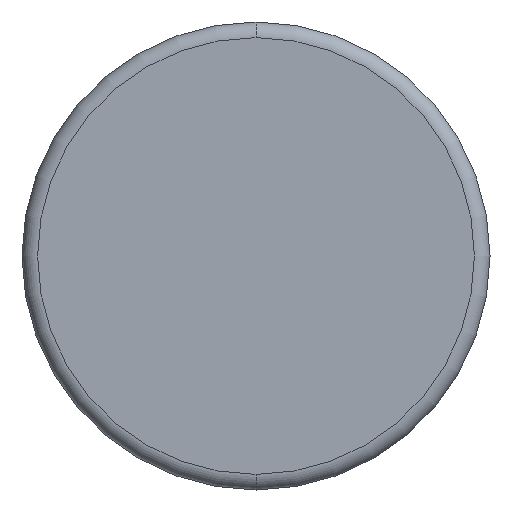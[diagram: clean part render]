
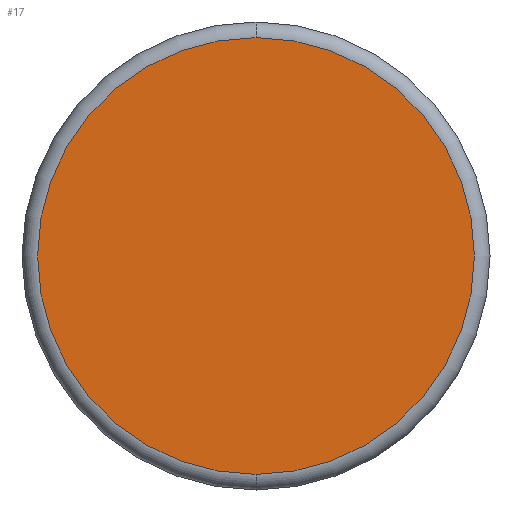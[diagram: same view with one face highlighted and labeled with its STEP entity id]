
A CAD part, front view. The second image highlights one B-rep face of the part: STEP entity #17.
In plain terms, the highlighted planar face has unit normal (0, -1, 0).
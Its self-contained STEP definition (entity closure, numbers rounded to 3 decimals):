
#10 = EDGE_LOOP ( 'NONE', ( #14, #21 ) ) ;
#14 = ORIENTED_EDGE ( 'NONE', *, *, #188, .T. ) ;
#17 = ADVANCED_FACE ( 'NONE', ( #273 ), #281, .T. ) ;
#21 = ORIENTED_EDGE ( 'NONE', *, *, #26, .T. ) ;
#26 = EDGE_CURVE ( 'NONE', #170, #176, #145, .T. ) ;
#144 = DIRECTION ( 'NONE',  ( 0., 0., -1. ) ) ;
#145 = CIRCLE ( 'NONE', #154, 2.8 ) ;
#151 = CARTESIAN_POINT ( 'NONE',  ( 0., 0., 0. ) ) ;
#154 = AXIS2_PLACEMENT_3D ( 'NONE', #151, #156, #144 ) ;
#156 = DIRECTION ( 'NONE',  ( 0., -1., 0. ) ) ;
#170 = VERTEX_POINT ( 'NONE', #460 ) ;
#176 = VERTEX_POINT ( 'NONE', #544 ) ;
#188 = EDGE_CURVE ( 'NONE', #176, #170, #528, .T. ) ;
#273 = FACE_OUTER_BOUND ( 'NONE', #10, .T. ) ;
#281 = PLANE ( 'NONE',  #296 ) ;
#296 = AXIS2_PLACEMENT_3D ( 'NONE', #313, #307, #306 ) ;
#306 = DIRECTION ( 'NONE',  ( 0., 0., -1. ) ) ;
#307 = DIRECTION ( 'NONE',  ( 0., -1., 0. ) ) ;
#313 = CARTESIAN_POINT ( 'NONE',  ( 0., 0., 0. ) ) ;
#460 = CARTESIAN_POINT ( 'NONE',  ( 0., 0., 2.8 ) ) ;
#528 = CIRCLE ( 'NONE', #583, 2.8 ) ;
#536 = DIRECTION ( 'NONE',  ( 0., 0., -1. ) ) ;
#537 = DIRECTION ( 'NONE',  ( 0., -1., 0. ) ) ;
#538 = CARTESIAN_POINT ( 'NONE',  ( 0., 0., 0. ) ) ;
#544 = CARTESIAN_POINT ( 'NONE',  ( 0., 0., -2.8 ) ) ;
#583 = AXIS2_PLACEMENT_3D ( 'NONE', #538, #537, #536 ) ;
